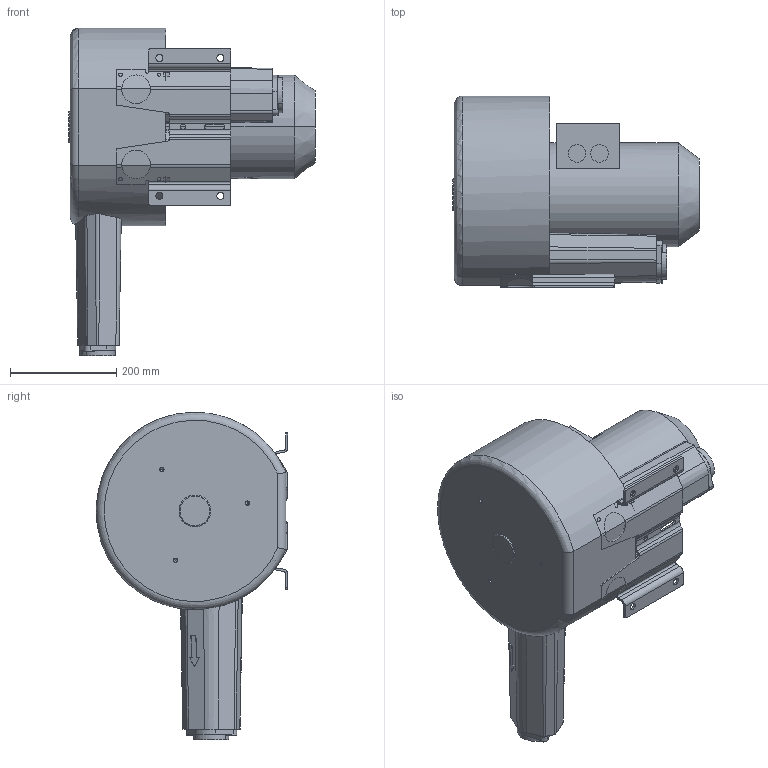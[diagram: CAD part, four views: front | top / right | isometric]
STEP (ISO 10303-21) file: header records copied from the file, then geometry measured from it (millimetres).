
FILE_DESCRIPTION((''),'2;1');
FILE_NAME('MD-000482_ASM','2012-05-21T',('rnennstiel'),('vacuvane vacuum technology gmbh'),'PRO/ENGINEER BY PARAMETRIC TECHNOLOGY CORPORATION, 2010140','PRO/ENGINEER BY PARAMETRIC TECHNOLOGY CORPORATION, 2010140','');
FILE_SCHEMA(('AUTOMOTIVE_DESIGN_CC2 { 1 2 10303 214 -1 1 5 2 }'));
Length unit declared in the file: millimetre
Products named in the file (4): MD-000481; MD-000264; MD-000484; MD-000482_ASM
Assembly tree (4 placements, depth 2):
  MD-000482_ASM
    MD-000481
    MD-000264  x2
    MD-000484
Bounding box: 465 x 361 x 617.29 mm (x, y, z)
Volume: 30290543.9 mm3; surface area: 1042679.7 mm2
Topology: 4 solids, 17 shells, 1052 faces, 2888 edges, 1909 vertices
Faces by surface type: extrusion 418, plane 386, cylinder 201, cone 40, bspline 4, torus 3
Entity records: 36137 total; most frequent: CARTESIAN_POINT 11363, ORIENTED_EDGE 5508, DIRECTION 3886, EDGE_CURVE 2778, VERTEX_POINT 1851, VECTOR 1766, B_SPLINE_CURVE_WITH_KNOTS 1398, LINE 1348
